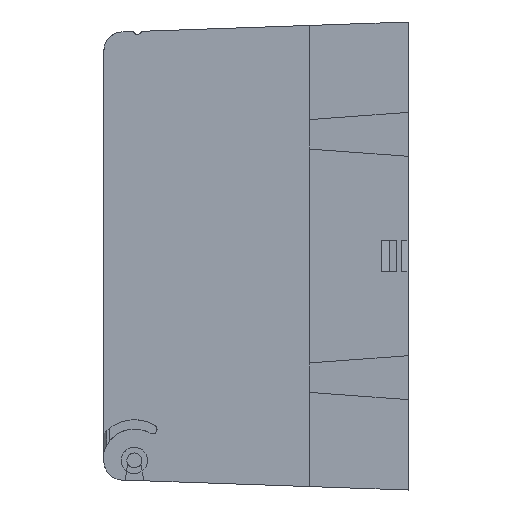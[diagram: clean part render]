
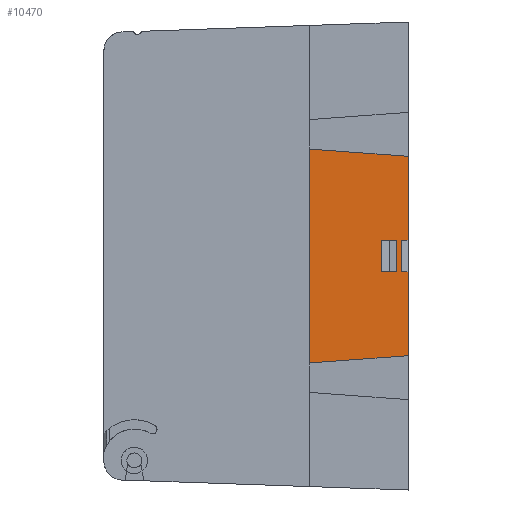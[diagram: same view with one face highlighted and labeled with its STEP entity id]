
A CAD part, left-side view. The second image highlights one B-rep face of the part: STEP entity #10470.
In plain terms, the highlighted planar face has unit normal (1, 0, 0).
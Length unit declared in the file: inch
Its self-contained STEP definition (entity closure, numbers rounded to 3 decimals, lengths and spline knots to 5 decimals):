
#228 = EDGE_CURVE ( 'NONE', #1765, #3664, #8276, .T. ) ;
#490 = LINE ( 'NONE', #7366, #14728 ) ;
#724 = EDGE_LOOP ( 'NONE', ( #20567, #16573, #7087, #4675 ) ) ;
#788 = CARTESIAN_POINT ( 'NONE',  ( -0.9242, -1.8, -1.065 ) ) ;
#1017 = CARTESIAN_POINT ( 'NONE',  ( -0.9242, -1.5184, -0.17 ) ) ;
#1066 = LINE ( 'NONE', #14810, #21008 ) ;
#1323 = CARTESIAN_POINT ( 'NONE',  ( -0.9242, -1.8, -2.25 ) ) ;
#1765 = VERTEX_POINT ( 'NONE', #20073 ) ;
#2187 = EDGE_CURVE ( 'NONE', #2697, #24877, #490, .T. ) ;
#2326 = CARTESIAN_POINT ( 'NONE',  ( -0.9242, -1.5184, -2.21333 ) ) ;
#2521 = CARTESIAN_POINT ( 'NONE',  ( -0.9242, -0.75, -1.14282 ) ) ;
#2697 = VERTEX_POINT ( 'NONE', #19770 ) ;
#2720 = ORIENTED_EDGE ( 'NONE', *, *, #23848, .F. ) ;
#2997 = ORIENTED_EDGE ( 'NONE', *, *, #4915, .F. ) ;
#3533 = ORIENTED_EDGE ( 'NONE', *, *, #228, .F. ) ;
#3664 = VERTEX_POINT ( 'NONE', #15812 ) ;
#4276 = DIRECTION ( 'NONE',  ( 0., 0., 1. ) ) ;
#4295 = EDGE_CURVE ( 'NONE', #9296, #9148, #24125, .T. ) ;
#4297 = ORIENTED_EDGE ( 'NONE', *, *, #7869, .F. ) ;
#4675 = ORIENTED_EDGE ( 'NONE', *, *, #19490, .F. ) ;
#4915 = EDGE_CURVE ( 'NONE', #3664, #20212, #15925, .T. ) ;
#5032 = LINE ( 'NONE', #2326, #9613 ) ;
#5150 = DIRECTION ( 'NONE',  ( 0., 0.997, 0.074 ) ) ;
#5201 = FACE_BOUND ( 'NONE', #724, .T. ) ;
#5499 = CARTESIAN_POINT ( 'NONE',  ( -0.9242, -1.8, 1.065 ) ) ;
#6197 = DIRECTION ( 'NONE',  ( 0., 1., 0. ) ) ;
#6400 = LINE ( 'NONE', #21064, #10977 ) ;
#7087 = ORIENTED_EDGE ( 'NONE', *, *, #2187, .F. ) ;
#7366 = CARTESIAN_POINT ( 'NONE',  ( -0.9242, -0.75, 0.17 ) ) ;
#7434 = EDGE_CURVE ( 'NONE', #23302, #1765, #21594, .T. ) ;
#7505 = EDGE_CURVE ( 'NONE', #20212, #19742, #1066, .T. ) ;
#7801 = DIRECTION ( 'NONE',  ( 0., -1., 0. ) ) ;
#7869 = EDGE_CURVE ( 'NONE', #15884, #23302, #24307, .T. ) ;
#8124 = ORIENTED_EDGE ( 'NONE', *, *, #7505, .F. ) ;
#8188 = CARTESIAN_POINT ( 'NONE',  ( -0.9242, -0.75, -0.17 ) ) ;
#8244 = CARTESIAN_POINT ( 'NONE',  ( -0.9242, -0.75, -1.14282 ) ) ;
#8276 = LINE ( 'NONE', #19350, #23065 ) ;
#8674 = ORIENTED_EDGE ( 'NONE', *, *, #17630, .F. ) ;
#8809 = VECTOR ( 'NONE', #17930, 39.37008 ) ;
#8940 = CARTESIAN_POINT ( 'NONE',  ( -0.9242, -0.75, -2.21333 ) ) ;
#8945 = ORIENTED_EDGE ( 'NONE', *, *, #7434, .F. ) ;
#8991 = CARTESIAN_POINT ( 'NONE',  ( -0.9242, -1.73, -2.21333 ) ) ;
#9148 = VERTEX_POINT ( 'NONE', #1017 ) ;
#9296 = VERTEX_POINT ( 'NONE', #16737 ) ;
#9347 = DIRECTION ( 'NONE',  ( 0., -1., 0. ) ) ;
#9358 = VECTOR ( 'NONE', #22642, 39.37008 ) ;
#9613 = VECTOR ( 'NONE', #4276, 39.37008 ) ;
#10060 = CARTESIAN_POINT ( 'NONE',  ( -0.9242, -1.73, -0.17 ) ) ;
#10178 = VECTOR ( 'NONE', #18738, 39.37008 ) ;
#10259 = LINE ( 'NONE', #13486, #14187 ) ;
#10470 = ADVANCED_FACE ( 'NONE', ( #5201, #14910 ), #12730, .F. ) ;
#10875 = DIRECTION ( 'NONE',  ( 0., 0., 1. ) ) ;
#10900 = EDGE_LOOP ( 'NONE', ( #4297, #2720, #19304, #8674, #8124, #2997, #3533, #8945 ) ) ;
#10977 = VECTOR ( 'NONE', #23021, 39.37008 ) ;
#11292 = AXIS2_PLACEMENT_3D ( 'NONE', #8940, #22418, #10875 ) ;
#12563 = EDGE_CURVE ( 'NONE', #24877, #9296, #19378, .T. ) ;
#12730 = PLANE ( 'NONE',  #11292 ) ;
#13486 = CARTESIAN_POINT ( 'NONE',  ( -0.9242, -0.75, -4.87979 ) ) ;
#13692 = CARTESIAN_POINT ( 'NONE',  ( -0.9242, -1.8, -0.17 ) ) ;
#13788 = VECTOR ( 'NONE', #22466, 39.37008 ) ;
#13941 = LINE ( 'NONE', #8244, #8809 ) ;
#14187 = VECTOR ( 'NONE', #15450, 39.37008 ) ;
#14661 = VECTOR ( 'NONE', #6197, 39.37008 ) ;
#14728 = VECTOR ( 'NONE', #9347, 39.37008 ) ;
#14810 = CARTESIAN_POINT ( 'NONE',  ( -0.9242, -1.8, 1.065 ) ) ;
#14872 = VECTOR ( 'NONE', #17487, 39.37008 ) ;
#14910 = FACE_OUTER_BOUND ( 'NONE', #10900, .T. ) ;
#15450 = DIRECTION ( 'NONE',  ( 0., 0., -1. ) ) ;
#15576 = CARTESIAN_POINT ( 'NONE',  ( -0.9242, -1.68, -2.21333 ) ) ;
#15812 = CARTESIAN_POINT ( 'NONE',  ( -0.9242, -1.8, 0.17 ) ) ;
#15884 = VERTEX_POINT ( 'NONE', #13692 ) ;
#15925 = LINE ( 'NONE', #1323, #10178 ) ;
#16573 = ORIENTED_EDGE ( 'NONE', *, *, #12563, .F. ) ;
#16590 = EDGE_CURVE ( 'NONE', #16943, #24645, #13941, .T. ) ;
#16686 = CARTESIAN_POINT ( 'NONE',  ( -0.9242, -1.68, 0.17 ) ) ;
#16737 = CARTESIAN_POINT ( 'NONE',  ( -0.9242, -1.68, -0.17 ) ) ;
#16943 = VERTEX_POINT ( 'NONE', #2521 ) ;
#17487 = DIRECTION ( 'NONE',  ( 0., 0., -1. ) ) ;
#17630 = EDGE_CURVE ( 'NONE', #19742, #16943, #10259, .T. ) ;
#17930 = DIRECTION ( 'NONE',  ( 0., -0.997, 0.074 ) ) ;
#18738 = DIRECTION ( 'NONE',  ( 0., 0., 1. ) ) ;
#19304 = ORIENTED_EDGE ( 'NONE', *, *, #16590, .F. ) ;
#19350 = CARTESIAN_POINT ( 'NONE',  ( -0.9242, -0.75, 0.17 ) ) ;
#19378 = LINE ( 'NONE', #15576, #14872 ) ;
#19490 = EDGE_CURVE ( 'NONE', #9148, #2697, #5032, .T. ) ;
#19742 = VERTEX_POINT ( 'NONE', #20566 ) ;
#19770 = CARTESIAN_POINT ( 'NONE',  ( -0.9242, -1.5184, 0.17 ) ) ;
#20073 = CARTESIAN_POINT ( 'NONE',  ( -0.9242, -1.73, 0.17 ) ) ;
#20212 = VERTEX_POINT ( 'NONE', #5499 ) ;
#20566 = CARTESIAN_POINT ( 'NONE',  ( -0.9242, -0.75, 1.14282 ) ) ;
#20567 = ORIENTED_EDGE ( 'NONE', *, *, #4295, .F. ) ;
#21008 = VECTOR ( 'NONE', #5150, 39.37008 ) ;
#21064 = CARTESIAN_POINT ( 'NONE',  ( -0.9242, -1.8, -2.25 ) ) ;
#21594 = LINE ( 'NONE', #8991, #13788 ) ;
#22418 = DIRECTION ( 'NONE',  ( -1., 0., 0. ) ) ;
#22466 = DIRECTION ( 'NONE',  ( 0., 0., 1. ) ) ;
#22642 = DIRECTION ( 'NONE',  ( 0., 1., 0. ) ) ;
#23021 = DIRECTION ( 'NONE',  ( 0., 0., 1. ) ) ;
#23065 = VECTOR ( 'NONE', #7801, 39.37008 ) ;
#23302 = VERTEX_POINT ( 'NONE', #10060 ) ;
#23848 = EDGE_CURVE ( 'NONE', #24645, #15884, #6400, .T. ) ;
#24125 = LINE ( 'NONE', #24582, #9358 ) ;
#24307 = LINE ( 'NONE', #8188, #14661 ) ;
#24582 = CARTESIAN_POINT ( 'NONE',  ( -0.9242, -0.75, -0.17 ) ) ;
#24645 = VERTEX_POINT ( 'NONE', #788 ) ;
#24877 = VERTEX_POINT ( 'NONE', #16686 ) ;
